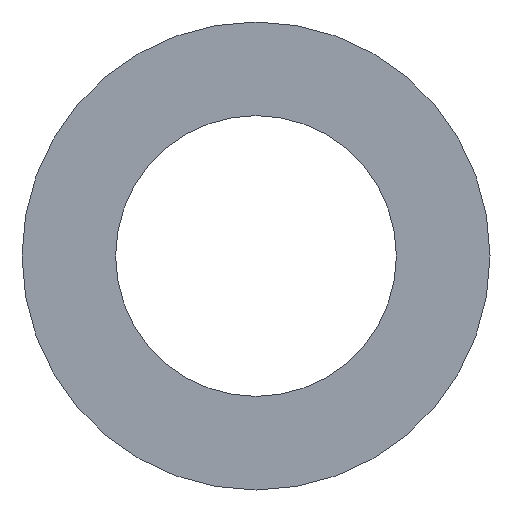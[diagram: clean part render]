
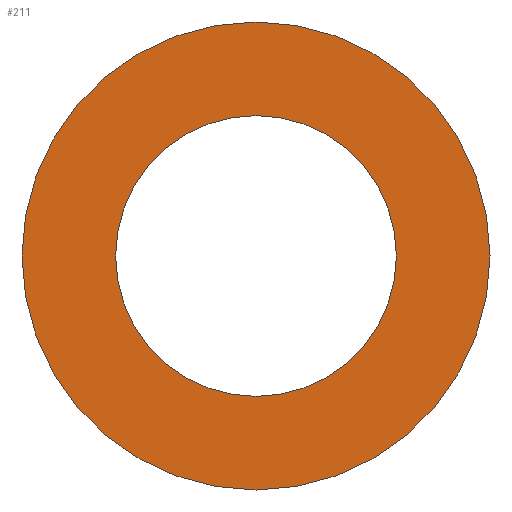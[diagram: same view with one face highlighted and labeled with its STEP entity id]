
A CAD part, front view. The second image highlights one B-rep face of the part: STEP entity #211.
In plain terms, the highlighted planar face has unit normal (0, -1, 0).
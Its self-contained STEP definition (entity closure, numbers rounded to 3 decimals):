
#8 = EDGE_LOOP ( 'NONE', ( #127, #186 ) ) ;
#15 = CARTESIAN_POINT ( 'NONE',  ( 0., 0., 0. ) ) ;
#26 = EDGE_CURVE ( 'NONE', #166, #181, #179, .T. ) ;
#29 = ORIENTED_EDGE ( 'NONE', *, *, #86, .T. ) ;
#30 = AXIS2_PLACEMENT_3D ( 'NONE', #74, #95, #55 ) ;
#34 = AXIS2_PLACEMENT_3D ( 'NONE', #183, #162, #65 ) ;
#39 = FACE_OUTER_BOUND ( 'NONE', #8, .T. ) ;
#40 = FACE_BOUND ( 'NONE', #187, .T. ) ;
#41 = EDGE_CURVE ( 'NONE', #92, #223, #201, .T. ) ;
#54 = CARTESIAN_POINT ( 'NONE',  ( 0., 0., 0. ) ) ;
#55 = DIRECTION ( 'NONE',  ( 0., 0., 1. ) ) ;
#58 = DIRECTION ( 'NONE',  ( 0., 1., 0. ) ) ;
#65 = DIRECTION ( 'NONE',  ( 0., 0., 1. ) ) ;
#71 = ORIENTED_EDGE ( 'NONE', *, *, #26, .T. ) ;
#74 = CARTESIAN_POINT ( 'NONE',  ( 0., 0., 0. ) ) ;
#77 = CIRCLE ( 'NONE', #215, 2.5 ) ;
#86 = EDGE_CURVE ( 'NONE', #181, #166, #219, .T. ) ;
#92 = VERTEX_POINT ( 'NONE', #134 ) ;
#95 = DIRECTION ( 'NONE',  ( 0., 1., 0. ) ) ;
#96 = CARTESIAN_POINT ( 'NONE',  ( 0., 0., 0. ) ) ;
#109 = AXIS2_PLACEMENT_3D ( 'NONE', #54, #130, #188 ) ;
#112 = PLANE ( 'NONE',  #247 ) ;
#116 = DIRECTION ( 'NONE',  ( 0., 1., 0. ) ) ;
#117 = CARTESIAN_POINT ( 'NONE',  ( 0., 0., 1.5 ) ) ;
#127 = ORIENTED_EDGE ( 'NONE', *, *, #180, .F. ) ;
#130 = DIRECTION ( 'NONE',  ( 0., 1., 0. ) ) ;
#131 = DIRECTION ( 'NONE',  ( 0., 0., 1. ) ) ;
#134 = CARTESIAN_POINT ( 'NONE',  ( 0., 0., 2.5 ) ) ;
#153 = DIRECTION ( 'NONE',  ( 0., 0., 1. ) ) ;
#162 = DIRECTION ( 'NONE',  ( 0., 1., 0. ) ) ;
#166 = VERTEX_POINT ( 'NONE', #117 ) ;
#179 = CIRCLE ( 'NONE', #109, 1.5 ) ;
#180 = EDGE_CURVE ( 'NONE', #223, #92, #77, .T. ) ;
#181 = VERTEX_POINT ( 'NONE', #206 ) ;
#183 = CARTESIAN_POINT ( 'NONE',  ( 0., 0., 0. ) ) ;
#186 = ORIENTED_EDGE ( 'NONE', *, *, #41, .F. ) ;
#187 = EDGE_LOOP ( 'NONE', ( #29, #71 ) ) ;
#188 = DIRECTION ( 'NONE',  ( 0., 0., 1. ) ) ;
#195 = CARTESIAN_POINT ( 'NONE',  ( 0., 0., -2.5 ) ) ;
#201 = CIRCLE ( 'NONE', #34, 2.5 ) ;
#206 = CARTESIAN_POINT ( 'NONE',  ( 0., 0., -1.5 ) ) ;
#211 = ADVANCED_FACE ( 'NONE', ( #39, #40 ), #112, .F. ) ;
#215 = AXIS2_PLACEMENT_3D ( 'NONE', #15, #58, #131 ) ;
#219 = CIRCLE ( 'NONE', #30, 1.5 ) ;
#223 = VERTEX_POINT ( 'NONE', #195 ) ;
#247 = AXIS2_PLACEMENT_3D ( 'NONE', #96, #116, #153 ) ;
